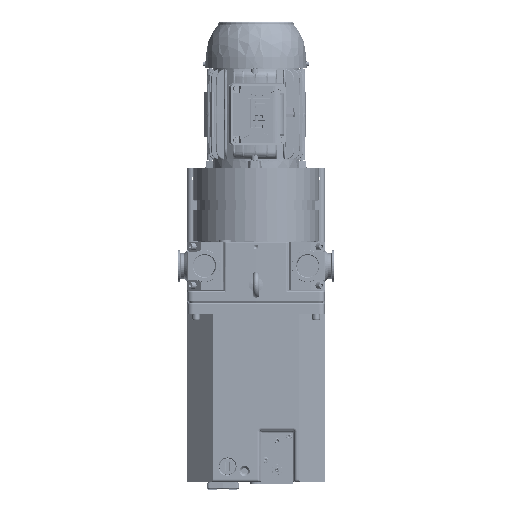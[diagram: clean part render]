
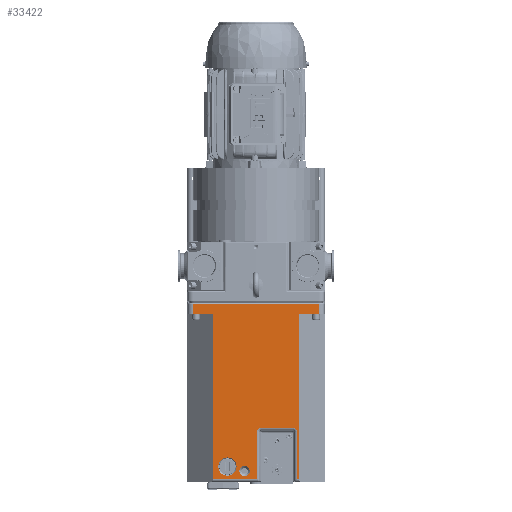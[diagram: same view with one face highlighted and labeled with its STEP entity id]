
A CAD part, top view. The second image highlights one B-rep face of the part: STEP entity #33422.
In plain terms, the highlighted planar face has unit normal (0, 0, 1).
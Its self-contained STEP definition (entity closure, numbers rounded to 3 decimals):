
#8398=LINE('',#154731,#13595);
#8491=LINE('',#154935,#13688);
#8627=LINE('',#155578,#13824);
#8629=LINE('',#155583,#13826);
#8859=LINE('',#156799,#14056);
#8864=LINE('',#156832,#14061);
#8865=LINE('',#156843,#14062);
#8867=LINE('',#156864,#14064);
#8868=LINE('',#156866,#14065);
#8870=LINE('',#156917,#14067);
#8923=LINE('',#157654,#14120);
#8924=LINE('',#157656,#14121);
#13595=VECTOR('',#105782,1.);
#13688=VECTOR('',#105919,1.);
#13824=VECTOR('',#106401,1.);
#13826=VECTOR('',#106407,1.);
#14056=VECTOR('',#107403,1.);
#14061=VECTOR('',#107414,1.);
#14062=VECTOR('',#107417,1.);
#14064=VECTOR('',#107433,1.);
#14065=VECTOR('',#107436,1.);
#14067=VECTOR('',#107448,1.);
#14120=VECTOR('',#107789,1.);
#14121=VECTOR('',#107790,1.);
#29208=FACE_BOUND('',#44204,.T.);
#29209=FACE_BOUND('',#44205,.T.);
#29210=FACE_BOUND('',#44206,.T.);
#33422=ADVANCED_FACE('',(#29208,#29209,#29210),#35535,.T.);
#35535=PLANE('',#89015);
#44204=EDGE_LOOP('',(#63440));
#44205=EDGE_LOOP('',(#63441));
#44206=EDGE_LOOP('',(#63442,#63443,#63444,#63445,#63446,#63447,#63448,#63449,
#63450,#63451,#63452,#63453,#63454,#63455));
#63440=ORIENTED_EDGE('',*,*,#78821,.T.);
#63441=ORIENTED_EDGE('',*,*,#79493,.T.);
#63442=ORIENTED_EDGE('',*,*,#79494,.F.);
#63443=ORIENTED_EDGE('',*,*,#78874,.F.);
#63444=ORIENTED_EDGE('',*,*,#78548,.F.);
#63445=ORIENTED_EDGE('',*,*,#79324,.F.);
#63446=ORIENTED_EDGE('',*,*,#79332,.F.);
#63447=ORIENTED_EDGE('',*,*,#79342,.F.);
#63448=ORIENTED_EDGE('',*,*,#79346,.F.);
#63449=ORIENTED_EDGE('',*,*,#79343,.F.);
#63450=ORIENTED_EDGE('',*,*,#79337,.F.);
#63451=ORIENTED_EDGE('',*,*,#79334,.F.);
#63452=ORIENTED_EDGE('',*,*,#79349,.F.);
#63453=ORIENTED_EDGE('',*,*,#78644,.T.);
#63454=ORIENTED_EDGE('',*,*,#78871,.F.);
#63455=ORIENTED_EDGE('',*,*,#79495,.F.);
#69250=VERTEX_POINT('',#154728);
#69251=VERTEX_POINT('',#154730);
#69337=VERTEX_POINT('',#154928);
#69340=VERTEX_POINT('',#154934);
#69468=VERTEX_POINT('',#155305);
#69517=VERTEX_POINT('',#155576);
#69519=VERTEX_POINT('',#155582);
#69762=VERTEX_POINT('',#156798);
#69767=VERTEX_POINT('',#156831);
#69768=VERTEX_POINT('',#156841);
#69770=VERTEX_POINT('',#156844);
#69772=VERTEX_POINT('',#156850);
#69774=VERTEX_POINT('',#156863);
#69775=VERTEX_POINT('',#156867);
#69845=VERTEX_POINT('',#157653);
#69846=VERTEX_POINT('',#157655);
#78548=EDGE_CURVE('',#69251,#69250,#8398,.T.);
#78644=EDGE_CURVE('',#69337,#69340,#8491,.T.);
#78821=EDGE_CURVE('',#69468,#69468,#81965,.T.);
#78871=EDGE_CURVE('',#69517,#69340,#8627,.T.);
#78874=EDGE_CURVE('',#69250,#69519,#8629,.T.);
#79324=EDGE_CURVE('',#69762,#69251,#8859,.T.);
#79332=EDGE_CURVE('',#69767,#69762,#8864,.T.);
#79334=EDGE_CURVE('',#69768,#69770,#8865,.T.);
#79337=EDGE_CURVE('',#69770,#69772,#82186,.T.);
#79342=EDGE_CURVE('',#69774,#69767,#8867,.T.);
#79343=EDGE_CURVE('',#69772,#69775,#8868,.T.);
#79346=EDGE_CURVE('',#69775,#69774,#82191,.T.);
#79349=EDGE_CURVE('',#69337,#69768,#8870,.T.);
#79493=EDGE_CURVE('',#69845,#69845,#82266,.T.);
#79494=EDGE_CURVE('',#69519,#69846,#8923,.T.);
#79495=EDGE_CURVE('',#69846,#69517,#8924,.T.);
#81965=CIRCLE('',#88421,16.);
#82186=CIRCLE('',#88860,7.5);
#82191=CIRCLE('',#88868,7.5);
#82266=CIRCLE('',#89014,9.);
#88421=AXIS2_PLACEMENT_3D('',#155304,#106286,#106287);
#88860=AXIS2_PLACEMENT_3D('',#156849,#107423,#107424);
#88868=AXIS2_PLACEMENT_3D('',#156872,#107442,#107443);
#89014=AXIS2_PLACEMENT_3D('',#157652,#107787,#107788);
#89015=AXIS2_PLACEMENT_3D('',#157657,#107791,#107792);
#105782=DIRECTION('',(0.,1.,0.));
#105919=DIRECTION('',(1.,0.,0.));
#106286=DIRECTION('',(0.,0.,-1.));
#106287=DIRECTION('',(0.,1.,0.));
#106401=DIRECTION('',(0.,1.,0.));
#106407=DIRECTION('',(1.,0.,0.));
#107403=DIRECTION('',(1.,0.,0.));
#107414=DIRECTION('',(0.,1.,0.));
#107417=DIRECTION('',(1.,0.,0.));
#107423=DIRECTION('',(0.,0.,1.));
#107424=DIRECTION('',(0.707,-0.707,0.));
#107433=DIRECTION('',(-1.,0.,0.));
#107436=DIRECTION('',(0.,1.,0.));
#107442=DIRECTION('',(0.,0.,1.));
#107443=DIRECTION('',(0.707,0.707,0.));
#107448=DIRECTION('',(0.,1.,0.));
#107787=DIRECTION('',(0.,0.,-1.));
#107788=DIRECTION('',(0.,1.,0.));
#107789=DIRECTION('',(0.,-1.,0.));
#107790=DIRECTION('',(-1.,0.,0.));
#107791=DIRECTION('',(0.,0.,1.));
#107792=DIRECTION('',(1.,0.,0.));
#154728=CARTESIAN_POINT('',(-20.,110.,142.5));
#154730=CARTESIAN_POINT('',(-20.,75.,142.5));
#154731=CARTESIAN_POINT('',(-20.,75.,142.5));
#154928=CARTESIAN_POINT('',(-309.,-75.,142.5));
#154934=CARTESIAN_POINT('',(-20.,-75.,142.5));
#154935=CARTESIAN_POINT('',(-309.,-75.,142.5));
#155304=CARTESIAN_POINT('',(-287.,50.,142.5));
#155305=CARTESIAN_POINT('',(-287.,66.,142.5));
#155576=CARTESIAN_POINT('',(-20.,-110.,142.5));
#155578=CARTESIAN_POINT('',(-20.,-110.,142.5));
#155582=CARTESIAN_POINT('',(-2.009,110.,142.5));
#155583=CARTESIAN_POINT('',(-20.,110.,142.5));
#156798=CARTESIAN_POINT('',(-309.,75.,142.5));
#156799=CARTESIAN_POINT('',(-309.,75.,142.5));
#156831=CARTESIAN_POINT('',(-309.,-2.,142.5));
#156832=CARTESIAN_POINT('',(-309.,-2.,142.5));
#156841=CARTESIAN_POINT('',(-309.,-72.,142.5));
#156843=CARTESIAN_POINT('',(-309.,-72.,142.5));
#156844=CARTESIAN_POINT('',(-226.5,-72.,142.5));
#156849=CARTESIAN_POINT('',(-226.5,-64.5,142.5));
#156850=CARTESIAN_POINT('',(-219.,-64.5,142.5));
#156863=CARTESIAN_POINT('',(-226.5,-2.,142.5));
#156864=CARTESIAN_POINT('',(-226.5,-2.,142.5));
#156866=CARTESIAN_POINT('',(-219.,-64.5,142.5));
#156867=CARTESIAN_POINT('',(-219.,-9.5,142.5));
#156872=CARTESIAN_POINT('',(-226.5,-9.5,142.5));
#156917=CARTESIAN_POINT('',(-309.,-75.,142.5));
#157652=CARTESIAN_POINT('',(-295.,20.,142.5));
#157653=CARTESIAN_POINT('',(-295.,29.,142.5));
#157654=CARTESIAN_POINT('',(-2.009,110.,142.5));
#157655=CARTESIAN_POINT('',(-2.009,-110.,142.5));
#157656=CARTESIAN_POINT('',(-2.009,-110.,142.5));
#157657=CARTESIAN_POINT('',(0.,120.,142.5));
